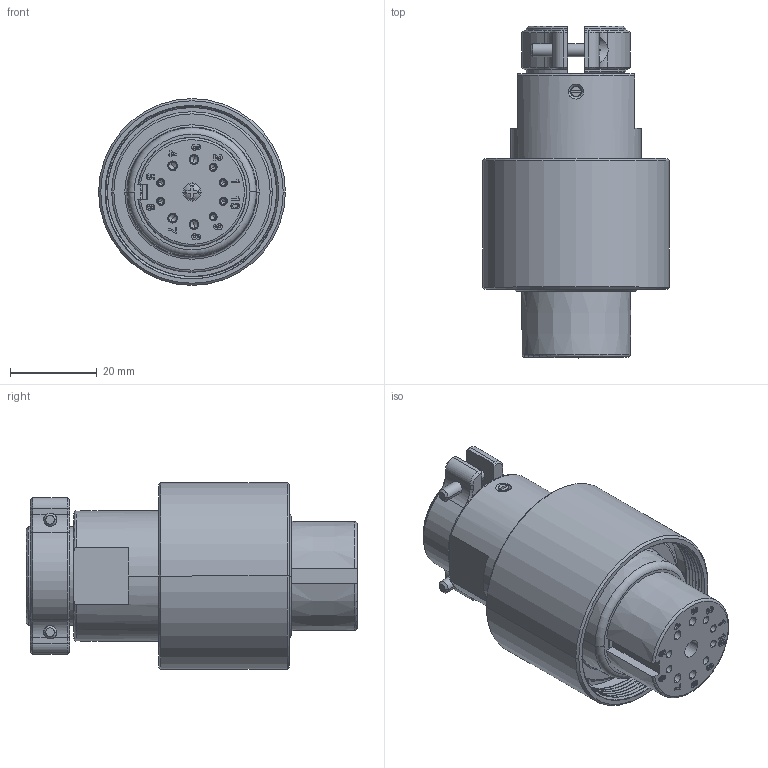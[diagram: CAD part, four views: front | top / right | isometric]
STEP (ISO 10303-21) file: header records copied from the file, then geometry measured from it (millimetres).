
FILE_DESCRIPTION((''),'2;1');
FILE_NAME('YT3010S02E1-GF_SW0002','2017-08-03T',('tc.chen'),(''),'PRO/ENGINEER BY PARAMETRIC TECHNOLOGY CORPORATION, 2012480','PRO/ENGINEER BY PARAMETRIC TECHNOLOGY CORPORATION, 2012480','');
FILE_SCHEMA(('AUTOMOTIVE_DESIGN { 1 0 10303 214 1 1 1 1 }'));
Length unit declared in the file: millimetre
Products named in the file (1): YT3010S02E1-GF_SW0002
Bounding box: 43 x 76.4 x 43 mm (x, y, z)
Volume: 35304.5 mm3; surface area: 32277.5 mm2
Topology: 1 solids, 4 shells, 1917 faces, 5100 edges, 3317 vertices
Faces by surface type: plane 956, cone 348, cylinder 254, extrusion 150, bspline 102, torus 97, sphere 10
Entity records: 96311 total; most frequent: CARTESIAN_POINT 36884, ORIENTED_EDGE 10112, DIRECTION 8584, EDGE_CURVE 5056, VERTEX_POINT 3317, VECTOR 2926, AXIS2_PLACEMENT_3D 2829, LINE 2776
